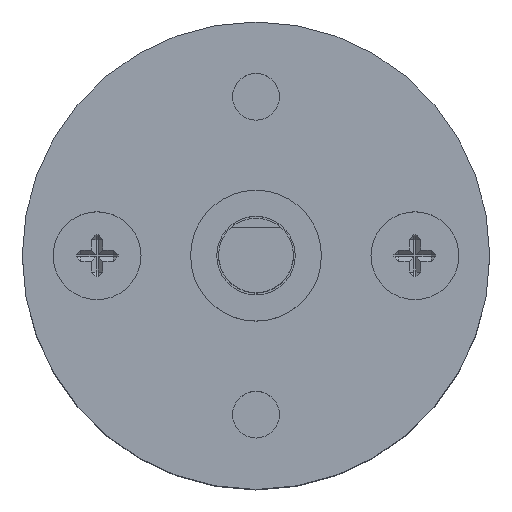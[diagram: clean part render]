
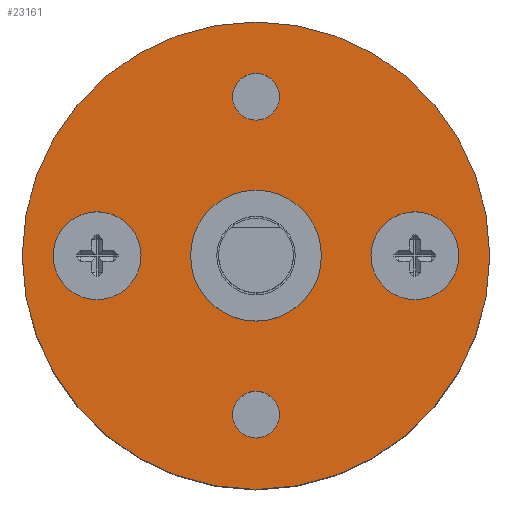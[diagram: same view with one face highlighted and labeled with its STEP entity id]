
A CAD part, top view. The second image highlights one B-rep face of the part: STEP entity #23161.
In plain terms, the highlighted planar face has unit normal (0, 0, 1).
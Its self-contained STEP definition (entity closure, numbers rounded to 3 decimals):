
#127 = EDGE_LOOP ( 'NONE', ( #19477, #6165 ) ) ;
#218 = CIRCLE ( 'NONE', #17993, 3.5 ) ;
#574 = CARTESIAN_POINT ( 'NONE',  ( 30.875, 0., 18.375 ) ) ;
#615 = DIRECTION ( 'NONE',  ( -1., 0., 0. ) ) ;
#1295 = CARTESIAN_POINT ( 'NONE',  ( 30.875, 0., 18.375 ) ) ;
#1346 = CARTESIAN_POINT ( 'NONE',  ( 22.375, 0., 18.375 ) ) ;
#1481 = DIRECTION ( 'NONE',  ( 0., 0., 1. ) ) ;
#2175 = CARTESIAN_POINT ( 'NONE',  ( 27.375, 0., 18.375 ) ) ;
#2747 = CARTESIAN_POINT ( 'NONE',  ( 24.725, 0., 18.375 ) ) ;
#2765 = DIRECTION ( 'NONE',  ( 0., 0., -1. ) ) ;
#2866 = CARTESIAN_POINT ( 'NONE',  ( 29.625, 8.5, 18.375 ) ) ;
#3425 = AXIS2_PLACEMENT_3D ( 'NONE', #10918, #17793, #4423 ) ;
#3534 = DIRECTION ( 'NONE',  ( 0., 0., -1. ) ) ;
#3625 = AXIS2_PLACEMENT_3D ( 'NONE', #6319, #27982, #28159 ) ;
#3838 = AXIS2_PLACEMENT_3D ( 'NONE', #25715, #12820, #25978 ) ;
#4055 = AXIS2_PLACEMENT_3D ( 'NONE', #27942, #17258, #23461 ) ;
#4076 = EDGE_CURVE ( 'NONE', #5037, #16867, #218, .T. ) ;
#4245 = DIRECTION ( 'NONE',  ( 1., 0., 0. ) ) ;
#4423 = DIRECTION ( 'NONE',  ( -1., 0., 0. ) ) ;
#4509 = DIRECTION ( 'NONE',  ( 1., 0., 0. ) ) ;
#4570 = CIRCLE ( 'NONE', #4055, 1.25 ) ;
#4724 = CIRCLE ( 'NONE', #11576, 2.35 ) ;
#4787 = CARTESIAN_POINT ( 'NONE',  ( 30.875, 8.5, 18.375 ) ) ;
#5037 = VERTEX_POINT ( 'NONE', #2175 ) ;
#5242 = CIRCLE ( 'NONE', #3838, 1.25 ) ;
#5611 = VERTEX_POINT ( 'NONE', #17347 ) ;
#5671 = EDGE_CURVE ( 'NONE', #26701, #6797, #6910, .T. ) ;
#5751 = CIRCLE ( 'NONE', #15960, 12.5 ) ;
#5754 = FACE_BOUND ( 'NONE', #127, .T. ) ;
#5831 = VERTEX_POINT ( 'NONE', #23000 ) ;
#6136 = DIRECTION ( 'NONE',  ( -1., 0., 0. ) ) ;
#6165 = ORIENTED_EDGE ( 'NONE', *, *, #25281, .F. ) ;
#6319 = CARTESIAN_POINT ( 'NONE',  ( 30.875, 8.5, 18.375 ) ) ;
#6797 = VERTEX_POINT ( 'NONE', #2866 ) ;
#6910 = CIRCLE ( 'NONE', #13265, 1.25 ) ;
#7268 = DIRECTION ( 'NONE',  ( 1., 0., 0. ) ) ;
#7336 = DIRECTION ( 'NONE',  ( 0., 0., -1. ) ) ;
#7411 = EDGE_CURVE ( 'NONE', #16867, #5037, #13950, .T. ) ;
#7693 = CARTESIAN_POINT ( 'NONE',  ( 41.725, 0., 18.375 ) ) ;
#7900 = EDGE_LOOP ( 'NONE', ( #22919, #13820 ) ) ;
#8457 = CARTESIAN_POINT ( 'NONE',  ( 29.625, -8.5, 18.375 ) ) ;
#8603 = VERTEX_POINT ( 'NONE', #24381 ) ;
#8830 = FACE_BOUND ( 'NONE', #7900, .T. ) ;
#9078 = AXIS2_PLACEMENT_3D ( 'NONE', #11204, #24204, #11306 ) ;
#9109 = VERTEX_POINT ( 'NONE', #2747 ) ;
#9156 = FACE_BOUND ( 'NONE', #27197, .T. ) ;
#9370 = CARTESIAN_POINT ( 'NONE',  ( 30.875, 0., 18.375 ) ) ;
#9851 = EDGE_CURVE ( 'NONE', #5831, #10574, #4570, .T. ) ;
#10044 = ORIENTED_EDGE ( 'NONE', *, *, #10121, .F. ) ;
#10121 = EDGE_CURVE ( 'NONE', #22315, #8603, #14830, .T. ) ;
#10205 = FACE_BOUND ( 'NONE', #10889, .T. ) ;
#10404 = EDGE_CURVE ( 'NONE', #5611, #9109, #15500, .T. ) ;
#10574 = VERTEX_POINT ( 'NONE', #8457 ) ;
#10889 = EDGE_LOOP ( 'NONE', ( #17601, #12924 ) ) ;
#10918 = CARTESIAN_POINT ( 'NONE',  ( 22.375, 0., 18.375 ) ) ;
#11204 = CARTESIAN_POINT ( 'NONE',  ( 30.875, 0., 18.375 ) ) ;
#11306 = DIRECTION ( 'NONE',  ( -1., 0., 0. ) ) ;
#11576 = AXIS2_PLACEMENT_3D ( 'NONE', #17136, #17315, #4245 ) ;
#11599 = ORIENTED_EDGE ( 'NONE', *, *, #27296, .F. ) ;
#12820 = DIRECTION ( 'NONE',  ( 0., 0., 1. ) ) ;
#12924 = ORIENTED_EDGE ( 'NONE', *, *, #10404, .T. ) ;
#13226 = AXIS2_PLACEMENT_3D ( 'NONE', #574, #2765, #20689 ) ;
#13265 = AXIS2_PLACEMENT_3D ( 'NONE', #4787, #19871, #4509 ) ;
#13293 = CIRCLE ( 'NONE', #25171, 2.35 ) ;
#13820 = ORIENTED_EDGE ( 'NONE', *, *, #16698, .F. ) ;
#13950 = CIRCLE ( 'NONE', #9078, 3.5 ) ;
#14124 = EDGE_CURVE ( 'NONE', #9109, #5611, #21185, .T. ) ;
#14457 = CARTESIAN_POINT ( 'NONE',  ( 30.875, 0., 18.375 ) ) ;
#14830 = CIRCLE ( 'NONE', #13226, 12.5 ) ;
#14867 = EDGE_CURVE ( 'NONE', #23689, #19344, #13293, .T. ) ;
#15500 = CIRCLE ( 'NONE', #24753, 2.35 ) ;
#15895 = DIRECTION ( 'NONE',  ( 0., 0., 1. ) ) ;
#15960 = AXIS2_PLACEMENT_3D ( 'NONE', #9370, #7336, #615 ) ;
#16179 = CARTESIAN_POINT ( 'NONE',  ( 39.375, 0., 18.375 ) ) ;
#16519 = ORIENTED_EDGE ( 'NONE', *, *, #4076, .F. ) ;
#16665 = ORIENTED_EDGE ( 'NONE', *, *, #14867, .F. ) ;
#16698 = EDGE_CURVE ( 'NONE', #6797, #26701, #19256, .T. ) ;
#16867 = VERTEX_POINT ( 'NONE', #18423 ) ;
#17136 = CARTESIAN_POINT ( 'NONE',  ( 39.375, 0., 18.375 ) ) ;
#17258 = DIRECTION ( 'NONE',  ( 0., 0., 1. ) ) ;
#17315 = DIRECTION ( 'NONE',  ( 0., 0., 1. ) ) ;
#17347 = CARTESIAN_POINT ( 'NONE',  ( 20.025, 0., 18.375 ) ) ;
#17601 = ORIENTED_EDGE ( 'NONE', *, *, #14124, .T. ) ;
#17678 = CARTESIAN_POINT ( 'NONE',  ( 43.375, 0., 18.375 ) ) ;
#17793 = DIRECTION ( 'NONE',  ( 0., 0., -1. ) ) ;
#17993 = AXIS2_PLACEMENT_3D ( 'NONE', #14457, #1481, #23213 ) ;
#18398 = FACE_OUTER_BOUND ( 'NONE', #23258, .T. ) ;
#18423 = CARTESIAN_POINT ( 'NONE',  ( 34.375, 0., 18.375 ) ) ;
#18981 = DIRECTION ( 'NONE',  ( -1., 0., 0. ) ) ;
#19256 = CIRCLE ( 'NONE', #3625, 1.25 ) ;
#19344 = VERTEX_POINT ( 'NONE', #7693 ) ;
#19477 = ORIENTED_EDGE ( 'NONE', *, *, #9851, .F. ) ;
#19751 = EDGE_LOOP ( 'NONE', ( #16519, #25919 ) ) ;
#19871 = DIRECTION ( 'NONE',  ( 0., 0., 1. ) ) ;
#20689 = DIRECTION ( 'NONE',  ( -1., 0., 0. ) ) ;
#21185 = CIRCLE ( 'NONE', #3425, 2.35 ) ;
#21785 = DIRECTION ( 'NONE',  ( 0., 0., -1. ) ) ;
#22315 = VERTEX_POINT ( 'NONE', #17678 ) ;
#22919 = ORIENTED_EDGE ( 'NONE', *, *, #5671, .F. ) ;
#23000 = CARTESIAN_POINT ( 'NONE',  ( 32.125, -8.5, 18.375 ) ) ;
#23019 = CARTESIAN_POINT ( 'NONE',  ( 37.025, 0., 18.375 ) ) ;
#23161 = ADVANCED_FACE ( 'NONE', ( #10205, #9156, #5754, #8830, #24224, #18398 ), #23217, .F. ) ;
#23213 = DIRECTION ( 'NONE',  ( -1., 0., 0. ) ) ;
#23217 = PLANE ( 'NONE',  #27738 ) ;
#23258 = EDGE_LOOP ( 'NONE', ( #10044, #11599 ) ) ;
#23461 = DIRECTION ( 'NONE',  ( 1., 0., 0. ) ) ;
#23526 = ORIENTED_EDGE ( 'NONE', *, *, #27083, .F. ) ;
#23634 = CARTESIAN_POINT ( 'NONE',  ( 32.125, 8.5, 18.375 ) ) ;
#23689 = VERTEX_POINT ( 'NONE', #23019 ) ;
#24204 = DIRECTION ( 'NONE',  ( 0., 0., 1. ) ) ;
#24224 = FACE_BOUND ( 'NONE', #19751, .T. ) ;
#24381 = CARTESIAN_POINT ( 'NONE',  ( 18.375, 0., 18.375 ) ) ;
#24753 = AXIS2_PLACEMENT_3D ( 'NONE', #1346, #3534, #18981 ) ;
#25171 = AXIS2_PLACEMENT_3D ( 'NONE', #16179, #15895, #7268 ) ;
#25281 = EDGE_CURVE ( 'NONE', #10574, #5831, #5242, .T. ) ;
#25715 = CARTESIAN_POINT ( 'NONE',  ( 30.875, -8.5, 18.375 ) ) ;
#25919 = ORIENTED_EDGE ( 'NONE', *, *, #7411, .F. ) ;
#25978 = DIRECTION ( 'NONE',  ( 1., 0., 0. ) ) ;
#26701 = VERTEX_POINT ( 'NONE', #23634 ) ;
#27083 = EDGE_CURVE ( 'NONE', #19344, #23689, #4724, .T. ) ;
#27197 = EDGE_LOOP ( 'NONE', ( #23526, #16665 ) ) ;
#27296 = EDGE_CURVE ( 'NONE', #8603, #22315, #5751, .T. ) ;
#27738 = AXIS2_PLACEMENT_3D ( 'NONE', #1295, #21785, #6136 ) ;
#27942 = CARTESIAN_POINT ( 'NONE',  ( 30.875, -8.5, 18.375 ) ) ;
#27982 = DIRECTION ( 'NONE',  ( 0., 0., 1. ) ) ;
#28159 = DIRECTION ( 'NONE',  ( 1., 0., 0. ) ) ;
